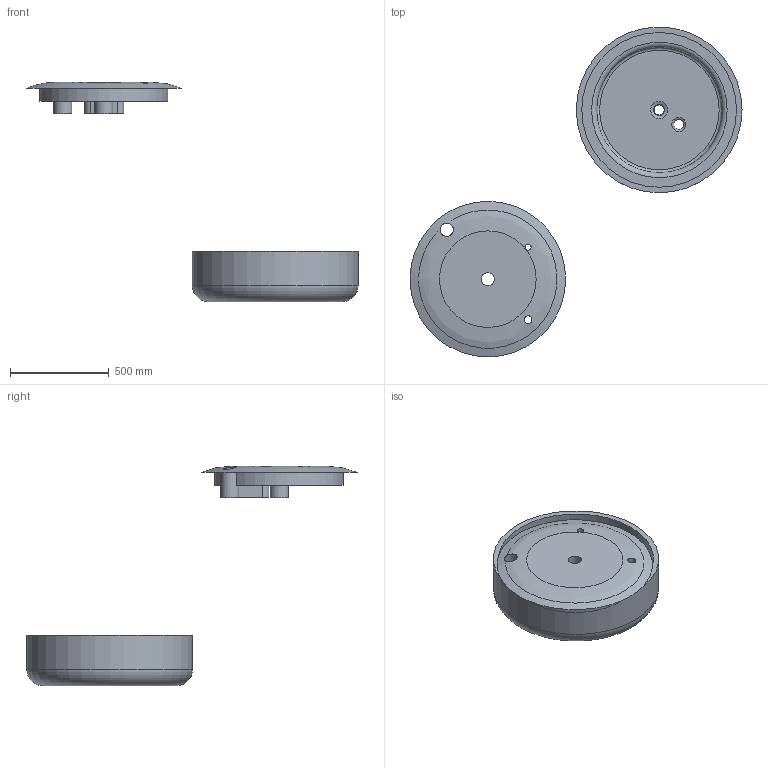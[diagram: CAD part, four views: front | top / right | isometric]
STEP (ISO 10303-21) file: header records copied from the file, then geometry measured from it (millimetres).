
FILE_DESCRIPTION(/* description */ (''),/* implementation_level */ '2;1');
FILE_NAME(/* name */ 'Edit RSL101+4FusionCopyMod v1.step',/* time_stamp */ '2020-02-27T00:01:10+06:00',/* author */ (''),/* organization */ (''),/* preprocessor_version */ 'ST-DEVELOPER v18',/* originating_system */ 'Autodesk Translation Framework v8.12.0.6',/* authorisation */ '');
FILE_SCHEMA (('AUTOMOTIVE_DESIGN { 1 0 10303 214 3 1 1 }'));
Length unit declared in the file: inch
Products named in the file (3): Edit RSL101+4FusionCopyMod; Body1; Body2
Assembly tree (2 placements, depth 2):
  Edit RSL101+4FusionCopyMod
    Body1
    Body2
Bounding box: 1679.36 x 1670.56 x 1109.04 mm (x, y, z)
Volume: 68983151.5 mm3; surface area: 4270794 mm2
Topology: 2 solids, 2 shells, 200 faces, 572 edges, 385 vertices
Faces by surface type: plane 161, cylinder 32, torus 5, bspline 1, cone 1
Full cylindrical faces by diameter (mm): 30.642 x1, 39.896 x1, 50.8 x2, 66.097 x1, 66.503 x1, 91.989 x1, 91.99 x1, 635 x1, 782.656 x1, 838.2 x1
Entity records: 6821 total; most frequent: CARTESIAN_POINT 1328, ORIENTED_EDGE 1144, DIRECTION 1123, EDGE_CURVE 572, LINE 417, VECTOR 417, VERTEX_POINT 385, AXIS2_PLACEMENT_3D 353
